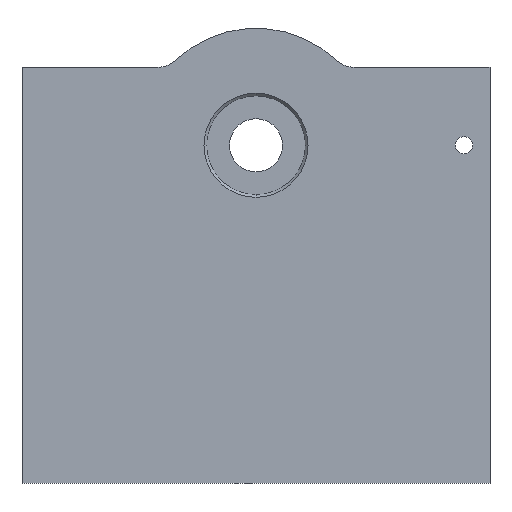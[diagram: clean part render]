
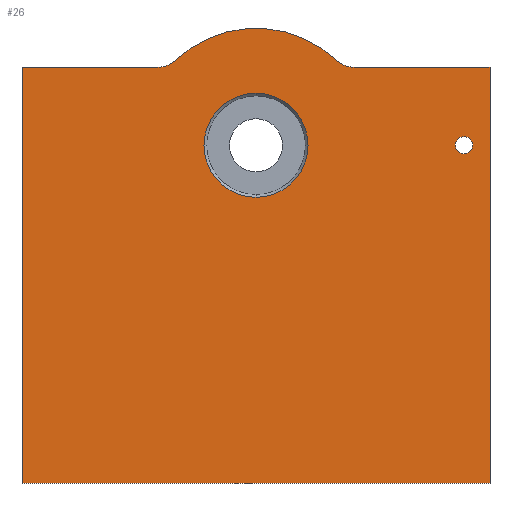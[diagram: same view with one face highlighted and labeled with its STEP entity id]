
A CAD part, front view. The second image highlights one B-rep face of the part: STEP entity #26.
In plain terms, the highlighted planar face has unit normal (0, -1, 0).
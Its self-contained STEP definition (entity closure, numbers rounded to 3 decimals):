
#12 = AXIS2_PLACEMENT_3D ( 'NONE', #1102, #1106, #72 ) ;
#23 = DIRECTION ( 'NONE',  ( 0., 0., 1. ) ) ;
#26 = ADVANCED_FACE ( 'NONE', ( #1105, #831, #702 ), #604, .F. ) ;
#32 = DIRECTION ( 'NONE',  ( -1., 0., 0. ) ) ;
#33 = CIRCLE ( 'NONE', #34, 10. ) ;
#34 = AXIS2_PLACEMENT_3D ( 'NONE', #389, #77, #1008 ) ;
#41 = EDGE_LOOP ( 'NONE', ( #193, #944 ) ) ;
#42 = ORIENTED_EDGE ( 'NONE', *, *, #199, .F. ) ;
#47 = CARTESIAN_POINT ( 'NONE',  ( 45., 0., 15. ) ) ;
#65 = CARTESIAN_POINT ( 'NONE',  ( -15.443, 0., 16.364 ) ) ;
#72 = DIRECTION ( 'NONE',  ( 0., 0., 1. ) ) ;
#75 = CIRCLE ( 'NONE', #229, 5. ) ;
#77 = DIRECTION ( 'NONE',  ( 0., 1., 0. ) ) ;
#95 = CARTESIAN_POINT ( 'NONE',  ( 15.443, 0., 16.364 ) ) ;
#97 = VERTEX_POINT ( 'NONE', #622 ) ;
#98 = VERTEX_POINT ( 'NONE', #316 ) ;
#125 = EDGE_CURVE ( 'NONE', #1034, #414, #459, .T. ) ;
#141 = LINE ( 'NONE', #215, #537 ) ;
#152 = EDGE_CURVE ( 'NONE', #1046, #570, #141, .T. ) ;
#160 = EDGE_LOOP ( 'NONE', ( #1064, #343 ) ) ;
#186 = EDGE_CURVE ( 'NONE', #98, #600, #943, .T. ) ;
#192 = DIRECTION ( 'NONE',  ( 1., 0., 0. ) ) ;
#193 = ORIENTED_EDGE ( 'NONE', *, *, #744, .T. ) ;
#199 = EDGE_CURVE ( 'NONE', #570, #1034, #285, .T. ) ;
#215 = CARTESIAN_POINT ( 'NONE',  ( 45., 0., -15. ) ) ;
#229 = AXIS2_PLACEMENT_3D ( 'NONE', #337, #1136, #1152 ) ;
#247 = EDGE_CURVE ( 'NONE', #410, #97, #861, .T. ) ;
#253 = DIRECTION ( 'NONE',  ( 0., 0., 1. ) ) ;
#259 = AXIS2_PLACEMENT_3D ( 'NONE', #660, #882, #1183 ) ;
#260 = ORIENTED_EDGE ( 'NONE', *, *, #1024, .F. ) ;
#269 = CARTESIAN_POINT ( 'NONE',  ( 40., 0., 0. ) ) ;
#285 = LINE ( 'NONE', #436, #780 ) ;
#310 = CARTESIAN_POINT ( 'NONE',  ( 18.875, 0., 15. ) ) ;
#316 = CARTESIAN_POINT ( 'NONE',  ( 0., 0., -10. ) ) ;
#337 = CARTESIAN_POINT ( 'NONE',  ( 18.875, 0., 20. ) ) ;
#343 = ORIENTED_EDGE ( 'NONE', *, *, #915, .T. ) ;
#366 = ORIENTED_EDGE ( 'NONE', *, *, #636, .F. ) ;
#377 = EDGE_LOOP ( 'NONE', ( #478, #260, #382, #832, #1298, #366, #580, #42 ) ) ;
#382 = ORIENTED_EDGE ( 'NONE', *, *, #1118, .T. ) ;
#389 = CARTESIAN_POINT ( 'NONE',  ( 0., 0., 0. ) ) ;
#410 = VERTEX_POINT ( 'NONE', #65 ) ;
#414 = VERTEX_POINT ( 'NONE', #482 ) ;
#419 = EDGE_CURVE ( 'NONE', #983, #410, #535, .T. ) ;
#423 = CARTESIAN_POINT ( 'NONE',  ( 45., 0., 15. ) ) ;
#432 = CARTESIAN_POINT ( 'NONE',  ( -45., 0., 15. ) ) ;
#436 = CARTESIAN_POINT ( 'NONE',  ( 45., 0., -65. ) ) ;
#453 = DIRECTION ( 'NONE',  ( 0., 0., 1. ) ) ;
#459 = LINE ( 'NONE', #432, #1168 ) ;
#468 = DIRECTION ( 'NONE',  ( 0., 1., 0. ) ) ;
#478 = ORIENTED_EDGE ( 'NONE', *, *, #152, .F. ) ;
#482 = CARTESIAN_POINT ( 'NONE',  ( -45., 0., 15. ) ) ;
#527 = DIRECTION ( 'NONE',  ( 0., 0., -1. ) ) ;
#530 = EDGE_CURVE ( 'NONE', #1134, #541, #922, .T. ) ;
#534 = CARTESIAN_POINT ( 'NONE',  ( 40., 0., -1.65 ) ) ;
#535 = CIRCLE ( 'NONE', #259, 22.5 ) ;
#537 = VECTOR ( 'NONE', #527, 1000. ) ;
#541 = VERTEX_POINT ( 'NONE', #696 ) ;
#547 = DIRECTION ( 'NONE',  ( 0., 1., 0. ) ) ;
#570 = VERTEX_POINT ( 'NONE', #817 ) ;
#580 = ORIENTED_EDGE ( 'NONE', *, *, #125, .F. ) ;
#600 = VERTEX_POINT ( 'NONE', #781 ) ;
#604 = PLANE ( 'NONE',  #1185 ) ;
#618 = VECTOR ( 'NONE', #849, 1000. ) ;
#622 = CARTESIAN_POINT ( 'NONE',  ( -18.875, 0., 15. ) ) ;
#636 = EDGE_CURVE ( 'NONE', #414, #97, #1184, .T. ) ;
#641 = DIRECTION ( 'NONE',  ( 0., 0., 1. ) ) ;
#655 = CIRCLE ( 'NONE', #1247, 1.65 ) ;
#656 = DIRECTION ( 'NONE',  ( 0., 1., 0. ) ) ;
#660 = CARTESIAN_POINT ( 'NONE',  ( 0., 0., 0. ) ) ;
#696 = CARTESIAN_POINT ( 'NONE',  ( 40., 0., 1.65 ) ) ;
#699 = DIRECTION ( 'NONE',  ( 0., 1., 0. ) ) ;
#702 = FACE_OUTER_BOUND ( 'NONE', #377, .T. ) ;
#744 = EDGE_CURVE ( 'NONE', #541, #1134, #655, .T. ) ;
#764 = AXIS2_PLACEMENT_3D ( 'NONE', #1062, #547, #453 ) ;
#780 = VECTOR ( 'NONE', #32, 1000. ) ;
#781 = CARTESIAN_POINT ( 'NONE',  ( 0., 0., 10. ) ) ;
#814 = CARTESIAN_POINT ( 'NONE',  ( 45., 0., 15. ) ) ;
#817 = CARTESIAN_POINT ( 'NONE',  ( 45., 0., -65. ) ) ;
#831 = FACE_BOUND ( 'NONE', #41, .T. ) ;
#832 = ORIENTED_EDGE ( 'NONE', *, *, #419, .T. ) ;
#841 = VECTOR ( 'NONE', #192, 1000. ) ;
#849 = DIRECTION ( 'NONE',  ( 1., 0., 0. ) ) ;
#861 = CIRCLE ( 'NONE', #764, 5. ) ;
#882 = DIRECTION ( 'NONE',  ( 0., -1., 0. ) ) ;
#915 = EDGE_CURVE ( 'NONE', #600, #98, #33, .T. ) ;
#922 = CIRCLE ( 'NONE', #12, 1.65 ) ;
#943 = CIRCLE ( 'NONE', #1211, 10. ) ;
#944 = ORIENTED_EDGE ( 'NONE', *, *, #530, .T. ) ;
#983 = VERTEX_POINT ( 'NONE', #95 ) ;
#985 = VERTEX_POINT ( 'NONE', #310 ) ;
#1008 = DIRECTION ( 'NONE',  ( 0., 0., 1. ) ) ;
#1024 = EDGE_CURVE ( 'NONE', #985, #1046, #1272, .T. ) ;
#1034 = VERTEX_POINT ( 'NONE', #1117 ) ;
#1046 = VERTEX_POINT ( 'NONE', #814 ) ;
#1062 = CARTESIAN_POINT ( 'NONE',  ( -18.875, 0., 20. ) ) ;
#1064 = ORIENTED_EDGE ( 'NONE', *, *, #186, .T. ) ;
#1102 = CARTESIAN_POINT ( 'NONE',  ( 40., 0., 0. ) ) ;
#1105 = FACE_BOUND ( 'NONE', #160, .T. ) ;
#1106 = DIRECTION ( 'NONE',  ( 0., 1., 0. ) ) ;
#1117 = CARTESIAN_POINT ( 'NONE',  ( -45., 0., -65. ) ) ;
#1118 = EDGE_CURVE ( 'NONE', #985, #983, #75, .T. ) ;
#1134 = VERTEX_POINT ( 'NONE', #534 ) ;
#1136 = DIRECTION ( 'NONE',  ( 0., 1., 0. ) ) ;
#1152 = DIRECTION ( 'NONE',  ( 0., 0., 1. ) ) ;
#1168 = VECTOR ( 'NONE', #23, 1000. ) ;
#1183 = DIRECTION ( 'NONE',  ( 0., 0., -1. ) ) ;
#1184 = LINE ( 'NONE', #47, #618 ) ;
#1185 = AXIS2_PLACEMENT_3D ( 'NONE', #1214, #699, #1318 ) ;
#1211 = AXIS2_PLACEMENT_3D ( 'NONE', #1264, #656, #641 ) ;
#1214 = CARTESIAN_POINT ( 'NONE',  ( 0., 0., 0. ) ) ;
#1247 = AXIS2_PLACEMENT_3D ( 'NONE', #269, #468, #253 ) ;
#1264 = CARTESIAN_POINT ( 'NONE',  ( 0., 0., 0. ) ) ;
#1272 = LINE ( 'NONE', #423, #841 ) ;
#1298 = ORIENTED_EDGE ( 'NONE', *, *, #247, .T. ) ;
#1318 = DIRECTION ( 'NONE',  ( 0., 0., 1. ) ) ;
